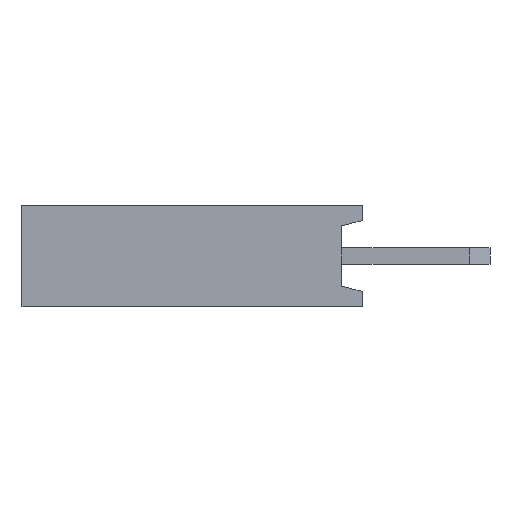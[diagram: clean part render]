
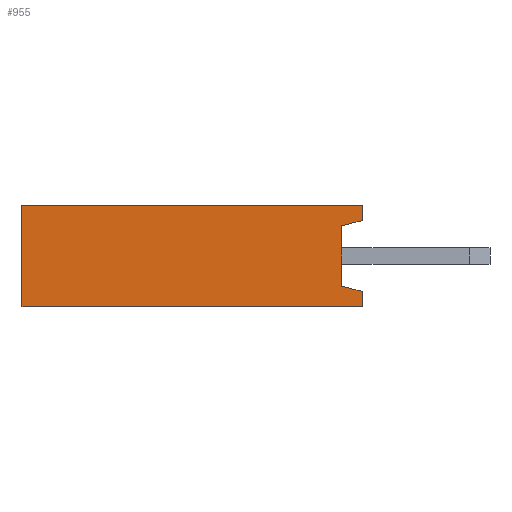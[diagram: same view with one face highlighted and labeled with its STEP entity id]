
A CAD part, left-side view. The second image highlights one B-rep face of the part: STEP entity #955.
In plain terms, the highlighted planar face has unit normal (-1, 0, 0).
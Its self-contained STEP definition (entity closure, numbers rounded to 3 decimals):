
#21 = CARTESIAN_POINT ( 'NONE',  ( -6.604, 0., 0.889 ) ) ;
#59 = ORIENTED_EDGE ( 'NONE', *, *, #1090, .T. ) ;
#74 = VERTEX_POINT ( 'NONE', #2301 ) ;
#104 = VECTOR ( 'NONE', #1911, 1000. ) ;
#258 = AXIS2_PLACEMENT_3D ( 'NONE', #780, #761, #1120 ) ;
#282 = VECTOR ( 'NONE', #2333, 1000. ) ;
#306 = VERTEX_POINT ( 'NONE', #2539 ) ;
#333 = LINE ( 'NONE', #580, #2676 ) ;
#379 = EDGE_CURVE ( 'NONE', #2609, #1217, #1773, .T. ) ;
#451 = CARTESIAN_POINT ( 'NONE',  ( -6.604, 8.509, 1.27 ) ) ;
#454 = CARTESIAN_POINT ( 'NONE',  ( -6.604, 0.508, 0.753 ) ) ;
#487 = LINE ( 'NONE', #2162, #1927 ) ;
#580 = CARTESIAN_POINT ( 'NONE',  ( -6.604, 8.509, -1.27 ) ) ;
#598 = LINE ( 'NONE', #2268, #3265 ) ;
#761 = DIRECTION ( 'NONE',  ( -1., 0., 0. ) ) ;
#780 = CARTESIAN_POINT ( 'NONE',  ( -6.604, 0., 0. ) ) ;
#822 = PLANE ( 'NONE',  #258 ) ;
#839 = EDGE_CURVE ( 'NONE', #2441, #2609, #1524, .T. ) ;
#955 = ADVANCED_FACE ( 'NONE', ( #3344 ), #822, .T. ) ;
#960 = ORIENTED_EDGE ( 'NONE', *, *, #379, .T. ) ;
#1009 = DIRECTION ( 'NONE',  ( 0., 0., -1. ) ) ;
#1061 = CARTESIAN_POINT ( 'NONE',  ( -6.604, 0., -0.889 ) ) ;
#1090 = EDGE_CURVE ( 'NONE', #3536, #306, #333, .T. ) ;
#1094 = VECTOR ( 'NONE', #1223, 1000. ) ;
#1120 = DIRECTION ( 'NONE',  ( 0., 0., 1. ) ) ;
#1136 = DIRECTION ( 'NONE',  ( 0., 0., 1. ) ) ;
#1171 = DIRECTION ( 'NONE',  ( 0., -1., 0. ) ) ;
#1176 = EDGE_CURVE ( 'NONE', #306, #74, #598, .T. ) ;
#1217 = VERTEX_POINT ( 'NONE', #21 ) ;
#1223 = DIRECTION ( 'NONE',  ( 0., 0., 1. ) ) ;
#1325 = VERTEX_POINT ( 'NONE', #3596 ) ;
#1338 = DIRECTION ( 'NONE',  ( 0., 0., 1. ) ) ;
#1414 = LINE ( 'NONE', #1061, #104 ) ;
#1455 = VECTOR ( 'NONE', #3173, 1000. ) ;
#1524 = LINE ( 'NONE', #3208, #1094 ) ;
#1589 = EDGE_CURVE ( 'NONE', #1217, #1325, #487, .T. ) ;
#1773 = LINE ( 'NONE', #3179, #282 ) ;
#1868 = VECTOR ( 'NONE', #1009, 1000. ) ;
#1880 = EDGE_CURVE ( 'NONE', #1325, #3324, #2324, .T. ) ;
#1911 = DIRECTION ( 'NONE',  ( 0., 0.966, 0.259 ) ) ;
#1927 = VECTOR ( 'NONE', #1338, 1000. ) ;
#2028 = EDGE_LOOP ( 'NONE', ( #3444, #59, #3108, #2177, #3564, #960, #2434, #2456 ) ) ;
#2162 = CARTESIAN_POINT ( 'NONE',  ( -6.604, 0., 0.889 ) ) ;
#2177 = ORIENTED_EDGE ( 'NONE', *, *, #3513, .T. ) ;
#2268 = CARTESIAN_POINT ( 'NONE',  ( -6.604, 0., -1.27 ) ) ;
#2301 = CARTESIAN_POINT ( 'NONE',  ( -6.604, 0., -0.889 ) ) ;
#2324 = LINE ( 'NONE', #3457, #1455 ) ;
#2333 = DIRECTION ( 'NONE',  ( 0., -0.966, 0.259 ) ) ;
#2434 = ORIENTED_EDGE ( 'NONE', *, *, #1589, .T. ) ;
#2441 = VERTEX_POINT ( 'NONE', #3018 ) ;
#2456 = ORIENTED_EDGE ( 'NONE', *, *, #1880, .T. ) ;
#2539 = CARTESIAN_POINT ( 'NONE',  ( -6.604, 0., -1.27 ) ) ;
#2609 = VERTEX_POINT ( 'NONE', #454 ) ;
#2676 = VECTOR ( 'NONE', #1171, 1000. ) ;
#2734 = CARTESIAN_POINT ( 'NONE',  ( -6.604, 8.509, -1.27 ) ) ;
#2951 = LINE ( 'NONE', #451, #1868 ) ;
#3018 = CARTESIAN_POINT ( 'NONE',  ( -6.604, 0.508, -0.753 ) ) ;
#3108 = ORIENTED_EDGE ( 'NONE', *, *, #1176, .T. ) ;
#3173 = DIRECTION ( 'NONE',  ( 0., 1., 0. ) ) ;
#3179 = CARTESIAN_POINT ( 'NONE',  ( -6.604, 0.508, 0.753 ) ) ;
#3208 = CARTESIAN_POINT ( 'NONE',  ( -6.604, 0.508, -0.753 ) ) ;
#3265 = VECTOR ( 'NONE', #1136, 1000. ) ;
#3293 = CARTESIAN_POINT ( 'NONE',  ( -6.604, 8.509, 1.27 ) ) ;
#3324 = VERTEX_POINT ( 'NONE', #3293 ) ;
#3344 = FACE_OUTER_BOUND ( 'NONE', #2028, .T. ) ;
#3403 = EDGE_CURVE ( 'NONE', #3324, #3536, #2951, .T. ) ;
#3444 = ORIENTED_EDGE ( 'NONE', *, *, #3403, .T. ) ;
#3457 = CARTESIAN_POINT ( 'NONE',  ( -6.604, 0., 1.27 ) ) ;
#3513 = EDGE_CURVE ( 'NONE', #74, #2441, #1414, .T. ) ;
#3536 = VERTEX_POINT ( 'NONE', #2734 ) ;
#3564 = ORIENTED_EDGE ( 'NONE', *, *, #839, .T. ) ;
#3596 = CARTESIAN_POINT ( 'NONE',  ( -6.604, 0., 1.27 ) ) ;
